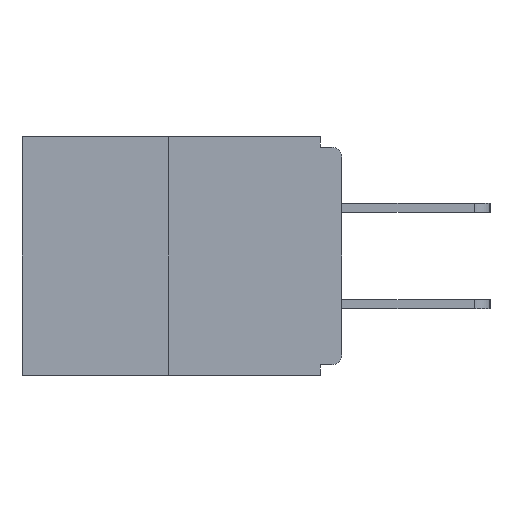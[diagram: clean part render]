
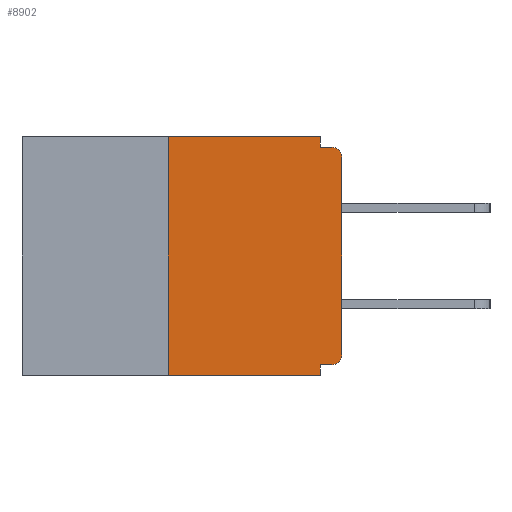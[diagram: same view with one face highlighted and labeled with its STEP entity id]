
A CAD part, left-side view. The second image highlights one B-rep face of the part: STEP entity #8902.
In plain terms, the highlighted planar face has unit normal (-1, 0, 0).
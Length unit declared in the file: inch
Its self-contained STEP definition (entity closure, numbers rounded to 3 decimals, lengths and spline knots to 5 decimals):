
#106 = EDGE_CURVE ( 'NONE', #1736, #9949, #4372, .T. ) ;
#151 = CARTESIAN_POINT ( 'NONE',  ( 0., 0.015, -0.313 ) ) ;
#271 = DIRECTION ( 'NONE',  ( 0., 0., 1. ) ) ;
#477 = AXIS2_PLACEMENT_3D ( 'NONE', #3472, #5817, #2286 ) ;
#993 = ORIENTED_EDGE ( 'NONE', *, *, #6561, .T. ) ;
#999 = ORIENTED_EDGE ( 'NONE', *, *, #11124, .F. ) ;
#1100 = CARTESIAN_POINT ( 'NONE',  ( 0., 0.031, -0.343 ) ) ;
#1288 = DIRECTION ( 'NONE',  ( -1., 0., 0. ) ) ;
#1298 = AXIS2_PLACEMENT_3D ( 'NONE', #2024, #4414, #8781 ) ;
#1345 = LINE ( 'NONE', #11708, #4078 ) ;
#1347 = VECTOR ( 'NONE', #2848, 39.37008 ) ;
#1481 = DIRECTION ( 'NONE',  ( 0., -1., 0. ) ) ;
#1736 = VERTEX_POINT ( 'NONE', #6928 ) ;
#2024 = CARTESIAN_POINT ( 'NONE',  ( 0., 0.46, 0. ) ) ;
#2168 = AXIS2_PLACEMENT_3D ( 'NONE', #151, #1288, #8171 ) ;
#2286 = DIRECTION ( 'NONE',  ( 0., 0., -1. ) ) ;
#2556 = VECTOR ( 'NONE', #13733, 39.37008 ) ;
#2575 = VERTEX_POINT ( 'NONE', #13438 ) ;
#2582 = FACE_OUTER_BOUND ( 'NONE', #6181, .T. ) ;
#2702 = CIRCLE ( 'NONE', #2168, 0.015 ) ;
#2762 = VERTEX_POINT ( 'NONE', #11560 ) ;
#2848 = DIRECTION ( 'NONE',  ( 0., 0., -1. ) ) ;
#2963 = ORIENTED_EDGE ( 'NONE', *, *, #13426, .F. ) ;
#3047 = PLANE ( 'NONE',  #1298 ) ;
#3251 = VECTOR ( 'NONE', #6229, 39.37008 ) ;
#3472 = CARTESIAN_POINT ( 'NONE',  ( 0., 0.015, -0.03 ) ) ;
#3981 = EDGE_CURVE ( 'NONE', #5228, #2575, #1345, .T. ) ;
#4078 = VECTOR ( 'NONE', #271, 39.37008 ) ;
#4117 = LINE ( 'NONE', #12170, #1347 ) ;
#4124 = VERTEX_POINT ( 'NONE', #8606 ) ;
#4372 = LINE ( 'NONE', #8096, #2556 ) ;
#4414 = DIRECTION ( 'NONE',  ( 1., 0., 0. ) ) ;
#4568 = VERTEX_POINT ( 'NONE', #13477 ) ;
#4729 = EDGE_CURVE ( 'NONE', #4568, #5756, #14428, .T. ) ;
#5228 = VERTEX_POINT ( 'NONE', #9174 ) ;
#5560 = VECTOR ( 'NONE', #12222, 39.37008 ) ;
#5756 = VERTEX_POINT ( 'NONE', #8588 ) ;
#5817 = DIRECTION ( 'NONE',  ( -1., 0., 0. ) ) ;
#6181 = EDGE_LOOP ( 'NONE', ( #999, #7468, #7928, #2963, #8851, #7651, #993, #13170, #8958, #10776 ) ) ;
#6229 = DIRECTION ( 'NONE',  ( 0., 0., 1. ) ) ;
#6561 = EDGE_CURVE ( 'NONE', #4124, #8264, #9322, .T. ) ;
#6928 = CARTESIAN_POINT ( 'NONE',  ( 0., 0.031, -0.015 ) ) ;
#7468 = ORIENTED_EDGE ( 'NONE', *, *, #3981, .F. ) ;
#7567 = LINE ( 'NONE', #8157, #9521 ) ;
#7651 = ORIENTED_EDGE ( 'NONE', *, *, #10869, .T. ) ;
#7704 = EDGE_CURVE ( 'NONE', #2762, #1736, #9625, .T. ) ;
#7928 = ORIENTED_EDGE ( 'NONE', *, *, #10522, .T. ) ;
#8047 = CIRCLE ( 'NONE', #477, 0.015 ) ;
#8096 = CARTESIAN_POINT ( 'NONE',  ( 0., 0., -0.015 ) ) ;
#8157 = CARTESIAN_POINT ( 'NONE',  ( 0., 0.46, -0.343 ) ) ;
#8171 = DIRECTION ( 'NONE',  ( 0., 0., -1. ) ) ;
#8264 = VERTEX_POINT ( 'NONE', #9777 ) ;
#8588 = CARTESIAN_POINT ( 'NONE',  ( 0., 0.031, -0.328 ) ) ;
#8606 = CARTESIAN_POINT ( 'NONE',  ( 0., 0., -0.313 ) ) ;
#8623 = CARTESIAN_POINT ( 'NONE',  ( 0., 0.015, -0.015 ) ) ;
#8781 = DIRECTION ( 'NONE',  ( 0., 0., -1. ) ) ;
#8851 = ORIENTED_EDGE ( 'NONE', *, *, #4729, .F. ) ;
#8902 = ADVANCED_FACE ( 'NONE', ( #2582 ), #3047, .F. ) ;
#8958 = ORIENTED_EDGE ( 'NONE', *, *, #106, .F. ) ;
#9174 = CARTESIAN_POINT ( 'NONE',  ( 0., 0.25, -0.343 ) ) ;
#9322 = LINE ( 'NONE', #13078, #3251 ) ;
#9521 = VECTOR ( 'NONE', #1481, 39.37008 ) ;
#9625 = LINE ( 'NONE', #12108, #13740 ) ;
#9777 = CARTESIAN_POINT ( 'NONE',  ( 0., 0., -0.03 ) ) ;
#9949 = VERTEX_POINT ( 'NONE', #8623 ) ;
#10522 = EDGE_CURVE ( 'NONE', #5228, #11906, #7567, .T. ) ;
#10776 = ORIENTED_EDGE ( 'NONE', *, *, #7704, .F. ) ;
#10869 = EDGE_CURVE ( 'NONE', #4568, #4124, #2702, .T. ) ;
#11124 = EDGE_CURVE ( 'NONE', #2575, #2762, #12917, .T. ) ;
#11153 = CARTESIAN_POINT ( 'NONE',  ( 0., 0., -0.328 ) ) ;
#11392 = VECTOR ( 'NONE', #14586, 39.37008 ) ;
#11560 = CARTESIAN_POINT ( 'NONE',  ( 0., 0.031, 0. ) ) ;
#11708 = CARTESIAN_POINT ( 'NONE',  ( 0., 0.25, 0. ) ) ;
#11906 = VERTEX_POINT ( 'NONE', #1100 ) ;
#12108 = CARTESIAN_POINT ( 'NONE',  ( 0., 0.031, 0. ) ) ;
#12161 = DIRECTION ( 'NONE',  ( 0., 0., -1. ) ) ;
#12170 = CARTESIAN_POINT ( 'NONE',  ( 0., 0.031, -0.343 ) ) ;
#12222 = DIRECTION ( 'NONE',  ( 0., -1., 0. ) ) ;
#12311 = EDGE_CURVE ( 'NONE', #8264, #9949, #8047, .T. ) ;
#12917 = LINE ( 'NONE', #14422, #5560 ) ;
#13078 = CARTESIAN_POINT ( 'NONE',  ( 0., 0., 0. ) ) ;
#13170 = ORIENTED_EDGE ( 'NONE', *, *, #12311, .T. ) ;
#13426 = EDGE_CURVE ( 'NONE', #5756, #11906, #4117, .T. ) ;
#13438 = CARTESIAN_POINT ( 'NONE',  ( 0., 0.25, 0. ) ) ;
#13477 = CARTESIAN_POINT ( 'NONE',  ( 0., 0.015, -0.328 ) ) ;
#13733 = DIRECTION ( 'NONE',  ( 0., -1., 0. ) ) ;
#13740 = VECTOR ( 'NONE', #12161, 39.37008 ) ;
#14422 = CARTESIAN_POINT ( 'NONE',  ( 0., 0.46, 0. ) ) ;
#14428 = LINE ( 'NONE', #11153, #11392 ) ;
#14586 = DIRECTION ( 'NONE',  ( 0., 1., 0. ) ) ;
